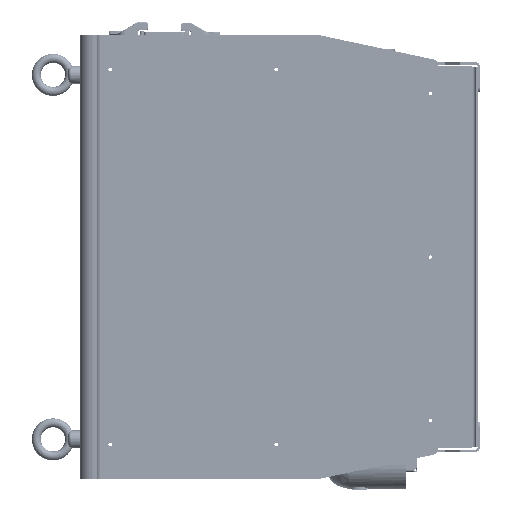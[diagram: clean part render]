
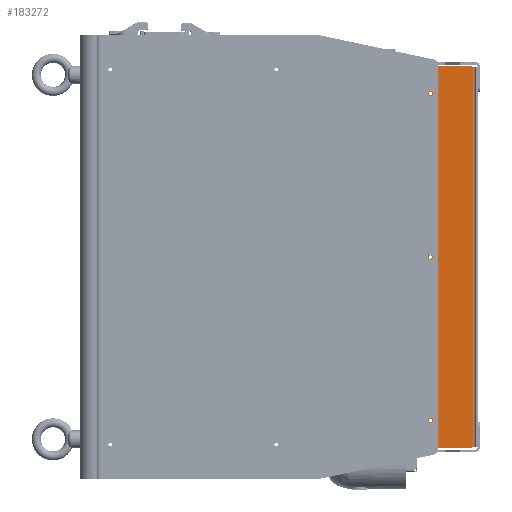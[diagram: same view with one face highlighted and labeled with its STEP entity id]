
A CAD part, left-side view. The second image highlights one B-rep face of the part: STEP entity #183272.
In plain terms, the highlighted planar face has unit normal (-1, 0, 0).
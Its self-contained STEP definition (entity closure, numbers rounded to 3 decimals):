
#3264 = DIRECTION ( 'NONE',  ( 0., -0.866, 0.5 ) ) ;
#3265 = VECTOR ( 'NONE', #3264, 39.37 ) ;
#3267 = CARTESIAN_POINT ( 'NONE',  ( -17.363, -4.167, 0.176 ) ) ;
#3269 = LINE ( 'NONE', #3267, #3265 ) ;
#8998 = CARTESIAN_POINT ( 'NONE',  ( -17.363, -1.664, 18.722 ) ) ;
#9297 = LINE ( 'NONE', #9427, #9425 ) ;
#9424 = DIRECTION ( 'NONE',  ( 0., -1., 0. ) ) ;
#9425 = VECTOR ( 'NONE', #9424, 39.37 ) ;
#9427 = CARTESIAN_POINT ( 'NONE',  ( -17.363, -1.664, 0.122 ) ) ;
#9534 = CARTESIAN_POINT ( 'NONE',  ( -17.363, -1.664, 0.059 ) ) ;
#9555 = CARTESIAN_POINT ( 'NONE',  ( -17.363, -1.664, 0.122 ) ) ;
#9606 = CARTESIAN_POINT ( 'NONE',  ( -17.363, -1.664, 18.785 ) ) ;
#9729 = DIRECTION ( 'NONE',  ( 0., 0., -1. ) ) ;
#9730 = VECTOR ( 'NONE', #9729, 39.37 ) ;
#9732 = CARTESIAN_POINT ( 'NONE',  ( -17.363, -1.664, 0.059 ) ) ;
#9734 = LINE ( 'NONE', #9732, #9730 ) ;
#10230 = CARTESIAN_POINT ( 'NONE',  ( -17.363, -3.963, 18.785 ) ) ;
#10233 = DIRECTION ( 'NONE',  ( 0., 1., 0. ) ) ;
#10234 = VECTOR ( 'NONE', #10233, 39.37 ) ;
#10237 = CARTESIAN_POINT ( 'NONE',  ( -17.363, -3.963, 18.785 ) ) ;
#10239 = LINE ( 'NONE', #10237, #10234 ) ;
#10410 = CARTESIAN_POINT ( 'NONE',  ( -17.363, -1.614, 0.122 ) ) ;
#11145 = CARTESIAN_POINT ( 'NONE',  ( -17.363, -1.614, 18.722 ) ) ;
#12121 = DIRECTION ( 'NONE',  ( 0., 1., 0. ) ) ;
#12123 = DIRECTION ( 'NONE',  ( 1., 0., 0. ) ) ;
#12125 = CARTESIAN_POINT ( 'NONE',  ( -17.363, -3.7, 17.422 ) ) ;
#12126 = AXIS2_PLACEMENT_3D ( 'NONE', #12125, #12123, #12121 ) ;
#12129 = CIRCLE ( 'NONE', #12126, 0.085 ) ;
#12188 = DIRECTION ( 'NONE',  ( 0., 1., 0. ) ) ;
#12189 = VECTOR ( 'NONE', #12188, 39.37 ) ;
#12191 = CARTESIAN_POINT ( 'NONE',  ( -17.363, -1.664, 18.722 ) ) ;
#12192 = LINE ( 'NONE', #12191, #12189 ) ;
#12574 = CARTESIAN_POINT ( 'NONE',  ( -17.363, -3.963, 0.059 ) ) ;
#13875 = DIRECTION ( 'NONE',  ( 0., 1., 0. ) ) ;
#13877 = DIRECTION ( 'NONE',  ( 1., 0., 0. ) ) ;
#13879 = CARTESIAN_POINT ( 'NONE',  ( -17.363, -3.7, 9.422 ) ) ;
#13880 = AXIS2_PLACEMENT_3D ( 'NONE', #13879, #13877, #13875 ) ;
#13881 = CIRCLE ( 'NONE', #13880, 0.085 ) ;
#14729 = CARTESIAN_POINT ( 'NONE',  ( -17.363, -4.138, 0.16 ) ) ;
#15034 = DIRECTION ( 'NONE',  ( 0., -1., 0. ) ) ;
#15035 = VECTOR ( 'NONE', #15034, 39.37 ) ;
#15036 = CARTESIAN_POINT ( 'NONE',  ( -17.363, -3.963, 0.059 ) ) ;
#15037 = LINE ( 'NONE', #15036, #15035 ) ;
#15280 = DIRECTION ( 'NONE',  ( 0., 1., 0. ) ) ;
#15282 = DIRECTION ( 'NONE',  ( 1., 0., 0. ) ) ;
#15284 = CARTESIAN_POINT ( 'NONE',  ( -17.363, -3.7, 1.422 ) ) ;
#15286 = AXIS2_PLACEMENT_3D ( 'NONE', #15284, #15282, #15280 ) ;
#15287 = CIRCLE ( 'NONE', #15286, 0.085 ) ;
#16792 = DIRECTION ( 'NONE',  ( 0., -1., 0. ) ) ;
#16794 = DIRECTION ( 'NONE',  ( 1., 0., 0. ) ) ;
#16796 = CARTESIAN_POINT ( 'NONE',  ( -17.363, -20.021, -4.039 ) ) ;
#16797 = AXIS2_PLACEMENT_3D ( 'NONE', #16796, #16794, #16792 ) ;
#16799 = PLANE ( 'NONE',  #16797 ) ;
#16801 = FACE_OUTER_BOUND ( 'NONE', #183487, .T. ) ;
#16802 = FACE_BOUND ( 'NONE', #183225, .T. ) ;
#16804 = FACE_BOUND ( 'NONE', #183290, .T. ) ;
#16806 = FACE_BOUND ( 'NONE', #183257, .T. ) ;
#16950 = DIRECTION ( 'NONE',  ( 0., 0., -1. ) ) ;
#16951 = VECTOR ( 'NONE', #16950, 39.37 ) ;
#16953 = CARTESIAN_POINT ( 'NONE',  ( -17.363, -1.614, -4.039 ) ) ;
#16955 = LINE ( 'NONE', #16953, #16951 ) ;
#18382 = DIRECTION ( 'NONE',  ( 0., 0.866, 0.5 ) ) ;
#18383 = VECTOR ( 'NONE', #18382, 39.37 ) ;
#18385 = CARTESIAN_POINT ( 'NONE',  ( -17.363, -4.167, 18.667 ) ) ;
#18386 = LINE ( 'NONE', #18385, #18383 ) ;
#18775 = DIRECTION ( 'NONE',  ( 0., 0., -1. ) ) ;
#18776 = VECTOR ( 'NONE', #18775, 39.37 ) ;
#18778 = CARTESIAN_POINT ( 'NONE',  ( -17.363, -4.138, -4.039 ) ) ;
#18780 = LINE ( 'NONE', #18778, #18776 ) ;
#19409 = CARTESIAN_POINT ( 'NONE',  ( -17.363, -4.138, 18.684 ) ) ;
#160728 = EDGE_CURVE ( 'NONE', #160985, #161011, #258173, .T. ) ;
#160985 = VERTEX_POINT ( 'NONE', #258605 ) ;
#161011 = VERTEX_POINT ( 'NONE', #258569 ) ;
#162904 = EDGE_CURVE ( 'NONE', #163051, #163052, #260822, .T. ) ;
#162991 = VERTEX_POINT ( 'NONE', #260975 ) ;
#163002 = VERTEX_POINT ( 'NONE', #260960 ) ;
#163051 = VERTEX_POINT ( 'NONE', #261139 ) ;
#163052 = VERTEX_POINT ( 'NONE', #261138 ) ;
#163164 = EDGE_CURVE ( 'NONE', #162991, #163002, #261225, .T. ) ;
#173018 = EDGE_CURVE ( 'NONE', #180330, #179854, #281590, .T. ) ;
#176131 = EDGE_CURVE ( 'NONE', #182106, #182503, #3269, .T. ) ;
#179854 = VERTEX_POINT ( 'NONE', #8998 ) ;
#180097 = EDGE_CURVE ( 'NONE', #180893, #180274, #9297, .T. ) ;
#180183 = VERTEX_POINT ( 'NONE', #9534 ) ;
#180274 = VERTEX_POINT ( 'NONE', #9555 ) ;
#180330 = VERTEX_POINT ( 'NONE', #9606 ) ;
#180356 = EDGE_CURVE ( 'NONE', #180274, #180183, #9734, .T. ) ;
#180714 = EDGE_CURVE ( 'NONE', #180720, #180330, #10239, .T. ) ;
#180720 = VERTEX_POINT ( 'NONE', #10230 ) ;
#180893 = VERTEX_POINT ( 'NONE', #10410 ) ;
#181362 = VERTEX_POINT ( 'NONE', #11145 ) ;
#181915 = EDGE_CURVE ( 'NONE', #161011, #160985, #12129, .T. ) ;
#181947 = EDGE_CURVE ( 'NONE', #179854, #181362, #12192, .T. ) ;
#182106 = VERTEX_POINT ( 'NONE', #12574 ) ;
#182328 = EDGE_CURVE ( 'NONE', #163002, #162991, #13881, .T. ) ;
#182503 = VERTEX_POINT ( 'NONE', #14729 ) ;
#182655 = EDGE_CURVE ( 'NONE', #180183, #182106, #15037, .T. ) ;
#182799 = EDGE_CURVE ( 'NONE', #163052, #163051, #15287, .T. ) ;
#183127 = ORIENTED_EDGE ( 'NONE', *, *, #182328, .T. ) ;
#183148 = ORIENTED_EDGE ( 'NONE', *, *, #181915, .T. ) ;
#183223 = ORIENTED_EDGE ( 'NONE', *, *, #162904, .T. ) ;
#183225 = EDGE_LOOP ( 'NONE', ( #183148, #183743 ) ) ;
#183257 = EDGE_LOOP ( 'NONE', ( #183127, #183320 ) ) ;
#183272 = ADVANCED_FACE ( 'NONE', ( #16806, #16804, #16802, #16801 ), #16799, .F. ) ;
#183290 = EDGE_LOOP ( 'NONE', ( #183547, #183223 ) ) ;
#183320 = ORIENTED_EDGE ( 'NONE', *, *, #163164, .T. ) ;
#183336 = ORIENTED_EDGE ( 'NONE', *, *, #183343, .T. ) ;
#183343 = EDGE_CURVE ( 'NONE', #181362, #180893, #16955, .T. ) ;
#183487 = EDGE_LOOP ( 'NONE', ( #183492, #183336, #184518, #184446, #184384, #184389, #183959, #183992, #184052, #184211 ) ) ;
#183492 = ORIENTED_EDGE ( 'NONE', *, *, #181947, .T. ) ;
#183547 = ORIENTED_EDGE ( 'NONE', *, *, #182799, .T. ) ;
#183743 = ORIENTED_EDGE ( 'NONE', *, *, #160728, .T. ) ;
#183959 = ORIENTED_EDGE ( 'NONE', *, *, #184234, .F. ) ;
#183992 = ORIENTED_EDGE ( 'NONE', *, *, #184042, .T. ) ;
#184042 = EDGE_CURVE ( 'NONE', #184570, #180720, #18386, .T. ) ;
#184052 = ORIENTED_EDGE ( 'NONE', *, *, #180714, .T. ) ;
#184211 = ORIENTED_EDGE ( 'NONE', *, *, #173018, .T. ) ;
#184234 = EDGE_CURVE ( 'NONE', #184570, #182503, #18780, .T. ) ;
#184384 = ORIENTED_EDGE ( 'NONE', *, *, #182655, .T. ) ;
#184389 = ORIENTED_EDGE ( 'NONE', *, *, #176131, .T. ) ;
#184446 = ORIENTED_EDGE ( 'NONE', *, *, #180356, .T. ) ;
#184518 = ORIENTED_EDGE ( 'NONE', *, *, #180097, .T. ) ;
#184570 = VERTEX_POINT ( 'NONE', #19409 ) ;
#258169 = DIRECTION ( 'NONE',  ( 0., 1., 0. ) ) ;
#258170 = DIRECTION ( 'NONE',  ( 1., 0., 0. ) ) ;
#258171 = CARTESIAN_POINT ( 'NONE',  ( -17.363, -3.7, 17.422 ) ) ;
#258172 = AXIS2_PLACEMENT_3D ( 'NONE', #258171, #258170, #258169 ) ;
#258173 = CIRCLE ( 'NONE', #258172, 0.085 ) ;
#258569 = CARTESIAN_POINT ( 'NONE',  ( -17.363, -3.786, 17.422 ) ) ;
#258605 = CARTESIAN_POINT ( 'NONE',  ( -17.363, -3.615, 17.422 ) ) ;
#260816 = DIRECTION ( 'NONE',  ( 0., 1., 0. ) ) ;
#260818 = DIRECTION ( 'NONE',  ( 1., 0., 0. ) ) ;
#260820 = AXIS2_PLACEMENT_3D ( 'NONE', #260833, #260818, #260816 ) ;
#260822 = CIRCLE ( 'NONE', #260820, 0.085 ) ;
#260833 = CARTESIAN_POINT ( 'NONE',  ( -17.363, -3.7, 1.422 ) ) ;
#260960 = CARTESIAN_POINT ( 'NONE',  ( -17.363, -3.786, 9.422 ) ) ;
#260975 = CARTESIAN_POINT ( 'NONE',  ( -17.363, -3.615, 9.422 ) ) ;
#261138 = CARTESIAN_POINT ( 'NONE',  ( -17.363, -3.786, 1.422 ) ) ;
#261139 = CARTESIAN_POINT ( 'NONE',  ( -17.363, -3.615, 1.422 ) ) ;
#261218 = DIRECTION ( 'NONE',  ( 0., 1., 0. ) ) ;
#261220 = DIRECTION ( 'NONE',  ( 1., 0., 0. ) ) ;
#261221 = CARTESIAN_POINT ( 'NONE',  ( -17.363, -3.7, 9.422 ) ) ;
#261223 = AXIS2_PLACEMENT_3D ( 'NONE', #261221, #261220, #261218 ) ;
#261225 = CIRCLE ( 'NONE', #261223, 0.085 ) ;
#281587 = DIRECTION ( 'NONE',  ( 0., 0., -1. ) ) ;
#281588 = VECTOR ( 'NONE', #281587, 39.37 ) ;
#281589 = CARTESIAN_POINT ( 'NONE',  ( -17.363, -1.664, 18.785 ) ) ;
#281590 = LINE ( 'NONE', #281589, #281588 ) ;
